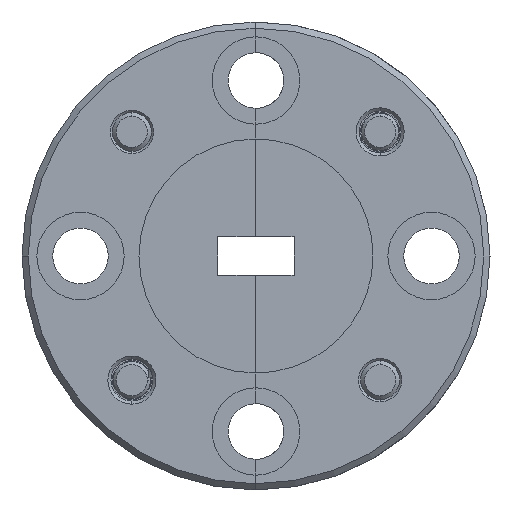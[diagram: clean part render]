
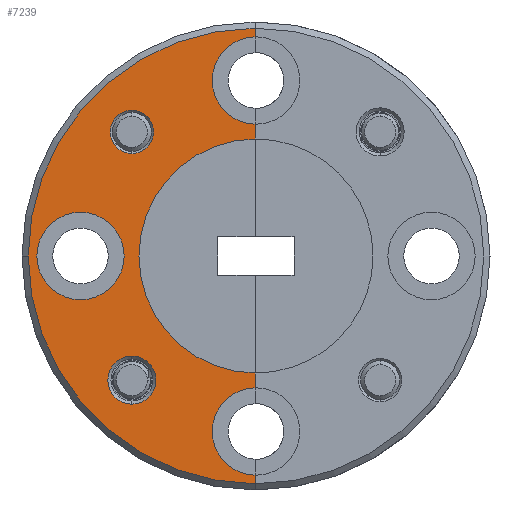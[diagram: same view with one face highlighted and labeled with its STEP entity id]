
A CAD part, left-side view. The second image highlights one B-rep face of the part: STEP entity #7239.
In plain terms, the highlighted planar face has unit normal (-1, 0, 0).
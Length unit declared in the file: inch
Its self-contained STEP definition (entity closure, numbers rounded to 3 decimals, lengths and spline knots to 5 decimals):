
#105 = ORIENTED_EDGE ( 'NONE', *, *, #20603, .T. ) ;
#236 = VECTOR ( 'NONE', #18860, 39.37008 ) ;
#393 = EDGE_CURVE ( 'NONE', #26095, #12922, #24910, .T. ) ;
#612 = VERTEX_POINT ( 'NONE', #1646 ) ;
#879 = CARTESIAN_POINT ( 'NONE',  ( -0.6199, 0.19737, 0.19887 ) ) ;
#1020 = FACE_OUTER_BOUND ( 'NONE', #13236, .T. ) ;
#1156 = VERTEX_POINT ( 'NONE', #13600 ) ;
#1191 = DIRECTION ( 'NONE',  ( 0., 1., 0. ) ) ;
#1251 = CARTESIAN_POINT ( 'NONE',  ( -0.6199, 0.19737, 0.16412 ) ) ;
#1646 = CARTESIAN_POINT ( 'NONE',  ( -0.6199, 0.27975, 0.07 ) ) ;
#2288 = CARTESIAN_POINT ( 'NONE',  ( -0.6199, 0., 0. ) ) ;
#2388 = EDGE_LOOP ( 'NONE', ( #23011, #14849 ) ) ;
#2412 = CARTESIAN_POINT ( 'NONE',  ( -0.6199, 0.3635, 0. ) ) ;
#3011 = CARTESIAN_POINT ( 'NONE',  ( -0.6199, 0.27975, 0. ) ) ;
#3047 = DIRECTION ( 'NONE',  ( 0., 0., 1. ) ) ;
#3511 = DIRECTION ( 'NONE',  ( 1., 0., 0. ) ) ;
#3650 = CIRCLE ( 'NONE', #26160, 0.07 ) ;
#3966 = CIRCLE ( 'NONE', #19528, 0.365 ) ;
#4033 = CARTESIAN_POINT ( 'NONE',  ( -0.6199, 0.19737, -0.19887 ) ) ;
#4429 = DIRECTION ( 'NONE',  ( 0., 0., 1. ) ) ;
#4611 = FACE_BOUND ( 'NONE', #8578, .T. ) ;
#5285 = DIRECTION ( 'NONE',  ( 0., 0., 1. ) ) ;
#5821 = ORIENTED_EDGE ( 'NONE', *, *, #12375, .T. ) ;
#5928 = DIRECTION ( 'NONE',  ( 1., 0., 0. ) ) ;
#5963 = AXIS2_PLACEMENT_3D ( 'NONE', #879, #11240, #13687 ) ;
#6288 = VERTEX_POINT ( 'NONE', #6826 ) ;
#6480 = EDGE_CURVE ( 'NONE', #612, #8063, #12167, .T. ) ;
#6587 = VERTEX_POINT ( 'NONE', #18313 ) ;
#6748 = CARTESIAN_POINT ( 'NONE',  ( -0.6199, -0.0015, 0. ) ) ;
#6826 = CARTESIAN_POINT ( 'NONE',  ( -0.6199, 0., -0.35123 ) ) ;
#6973 = LINE ( 'NONE', #23482, #15096 ) ;
#7106 = EDGE_LOOP ( 'NONE', ( #18819, #15822 ) ) ;
#7239 = ADVANCED_FACE ( 'NONE', ( #26386, #20205, #4611, #1020 ), #23389, .T. ) ;
#7393 = EDGE_CURVE ( 'NONE', #14190, #11518, #21151, .T. ) ;
#7421 = CARTESIAN_POINT ( 'NONE',  ( -0.6199, 0., -0.365 ) ) ;
#7711 = EDGE_CURVE ( 'NONE', #12141, #11627, #20816, .T. ) ;
#7837 = DIRECTION ( 'NONE',  ( 0., 0., 1. ) ) ;
#8063 = VERTEX_POINT ( 'NONE', #23204 ) ;
#8178 = VECTOR ( 'NONE', #19875, 39.37008 ) ;
#8578 = EDGE_LOOP ( 'NONE', ( #21532, #5821 ) ) ;
#8958 = CARTESIAN_POINT ( 'NONE',  ( -0.6199, 0.19737, -0.23737 ) ) ;
#9662 = AXIS2_PLACEMENT_3D ( 'NONE', #6748, #21572, #21486 ) ;
#9930 = ORIENTED_EDGE ( 'NONE', *, *, #26600, .T. ) ;
#10453 = CARTESIAN_POINT ( 'NONE',  ( -0.6199, 0.19737, 0.23362 ) ) ;
#10646 = AXIS2_PLACEMENT_3D ( 'NONE', #13297, #19533, #21434 ) ;
#10867 = CARTESIAN_POINT ( 'NONE',  ( -0.6199, 0., -0.18749 ) ) ;
#11240 = DIRECTION ( 'NONE',  ( 1., 0., 0. ) ) ;
#11308 = DIRECTION ( 'NONE',  ( 1., 0., 0. ) ) ;
#11406 = CIRCLE ( 'NONE', #21935, 0.07 ) ;
#11518 = VERTEX_POINT ( 'NONE', #19064 ) ;
#11627 = VERTEX_POINT ( 'NONE', #10867 ) ;
#11684 = VERTEX_POINT ( 'NONE', #7421 ) ;
#11919 = AXIS2_PLACEMENT_3D ( 'NONE', #17189, #17265, #19009 ) ;
#12141 = VERTEX_POINT ( 'NONE', #15262 ) ;
#12167 = CIRCLE ( 'NONE', #23197, 0.07 ) ;
#12200 = CARTESIAN_POINT ( 'NONE',  ( -0.6199, -0.0015, -0.28125 ) ) ;
#12265 = DIRECTION ( 'NONE',  ( 1., 0., 0. ) ) ;
#12375 = EDGE_CURVE ( 'NONE', #8063, #612, #3650, .T. ) ;
#12922 = VERTEX_POINT ( 'NONE', #21342 ) ;
#13230 = LINE ( 'NONE', #2288, #236 ) ;
#13236 = EDGE_LOOP ( 'NONE', ( #22655, #105, #23511, #26862, #25292, #17605, #9930, #25404, #20439 ) ) ;
#13297 = CARTESIAN_POINT ( 'NONE',  ( -0.6199, 0.19737, 0.19887 ) ) ;
#13373 = EDGE_CURVE ( 'NONE', #25133, #11518, #23706, .T. ) ;
#13551 = VERTEX_POINT ( 'NONE', #10453 ) ;
#13600 = CARTESIAN_POINT ( 'NONE',  ( -0.6199, 0., 0.21127 ) ) ;
#13687 = DIRECTION ( 'NONE',  ( 0., 0., 1. ) ) ;
#14190 = VERTEX_POINT ( 'NONE', #2412 ) ;
#14354 = AXIS2_PLACEMENT_3D ( 'NONE', #23737, #11308, #23918 ) ;
#14849 = ORIENTED_EDGE ( 'NONE', *, *, #20116, .T. ) ;
#15017 = LINE ( 'NONE', #25529, #24780 ) ;
#15096 = VECTOR ( 'NONE', #4429, 39.37008 ) ;
#15262 = CARTESIAN_POINT ( 'NONE',  ( -0.6199, 0., 0.18749 ) ) ;
#15519 = DIRECTION ( 'NONE',  ( 1., 0., 0. ) ) ;
#15533 = CIRCLE ( 'NONE', #5963, 0.03475 ) ;
#15542 = CARTESIAN_POINT ( 'NONE',  ( -0.6199, 0., 0. ) ) ;
#15546 = DIRECTION ( 'NONE',  ( 1., 0., 0. ) ) ;
#15822 = ORIENTED_EDGE ( 'NONE', *, *, #393, .T. ) ;
#16017 = EDGE_CURVE ( 'NONE', #12141, #1156, #13230, .T. ) ;
#16359 = DIRECTION ( 'NONE',  ( 1., 0., 0. ) ) ;
#16550 = DIRECTION ( 'NONE',  ( 0., 0., 1. ) ) ;
#16975 = DIRECTION ( 'NONE',  ( 0., 0., 1. ) ) ;
#17069 = AXIS2_PLACEMENT_3D ( 'NONE', #4033, #16359, #16550 ) ;
#17098 = EDGE_CURVE ( 'NONE', #13551, #22130, #17391, .T. ) ;
#17189 = CARTESIAN_POINT ( 'NONE',  ( -0.6199, -0.0015, 0. ) ) ;
#17265 = DIRECTION ( 'NONE',  ( -1., 0., 0. ) ) ;
#17351 = CARTESIAN_POINT ( 'NONE',  ( -0.6199, -0.0015, 0.28125 ) ) ;
#17391 = CIRCLE ( 'NONE', #10646, 0.03475 ) ;
#17605 = ORIENTED_EDGE ( 'NONE', *, *, #26027, .T. ) ;
#17988 = CARTESIAN_POINT ( 'NONE',  ( -0.6199, 0.19737, -0.19887 ) ) ;
#18313 = CARTESIAN_POINT ( 'NONE',  ( -0.6199, 0., -0.21127 ) ) ;
#18666 = CARTESIAN_POINT ( 'NONE',  ( -0.6199, 0.27975, 0. ) ) ;
#18819 = ORIENTED_EDGE ( 'NONE', *, *, #20673, .T. ) ;
#18860 = DIRECTION ( 'NONE',  ( 0., 0., 1. ) ) ;
#19009 = DIRECTION ( 'NONE',  ( 0., 0., 1. ) ) ;
#19064 = CARTESIAN_POINT ( 'NONE',  ( -0.6199, 0., 0.365 ) ) ;
#19392 = CARTESIAN_POINT ( 'NONE',  ( -0.6199, 0., 0.35123 ) ) ;
#19528 = AXIS2_PLACEMENT_3D ( 'NONE', #19965, #15546, #1191 ) ;
#19533 = DIRECTION ( 'NONE',  ( 1., 0., 0. ) ) ;
#19875 = DIRECTION ( 'NONE',  ( 0., 0., 1. ) ) ;
#19965 = CARTESIAN_POINT ( 'NONE',  ( -0.6199, -0.0015, 0. ) ) ;
#20116 = EDGE_CURVE ( 'NONE', #22130, #13551, #15533, .T. ) ;
#20205 = FACE_BOUND ( 'NONE', #7106, .T. ) ;
#20375 = AXIS2_PLACEMENT_3D ( 'NONE', #17351, #21609, #3047 ) ;
#20439 = ORIENTED_EDGE ( 'NONE', *, *, #7711, .F. ) ;
#20469 = DIRECTION ( 'NONE',  ( 0., 0., 1. ) ) ;
#20603 = EDGE_CURVE ( 'NONE', #1156, #25133, #21653, .T. ) ;
#20673 = EDGE_CURVE ( 'NONE', #12922, #26095, #22997, .T. ) ;
#20816 = CIRCLE ( 'NONE', #9662, 0.1875 ) ;
#21151 = CIRCLE ( 'NONE', #14354, 0.365 ) ;
#21342 = CARTESIAN_POINT ( 'NONE',  ( -0.6199, 0.19737, -0.16037 ) ) ;
#21434 = DIRECTION ( 'NONE',  ( 0., 0., 1. ) ) ;
#21486 = DIRECTION ( 'NONE',  ( 0., 0., 1. ) ) ;
#21532 = ORIENTED_EDGE ( 'NONE', *, *, #6480, .T. ) ;
#21572 = DIRECTION ( 'NONE',  ( -1., 0., 0. ) ) ;
#21609 = DIRECTION ( 'NONE',  ( 1., 0., 0. ) ) ;
#21653 = CIRCLE ( 'NONE', #20375, 0.07 ) ;
#21935 = AXIS2_PLACEMENT_3D ( 'NONE', #12200, #5928, #22622 ) ;
#22130 = VERTEX_POINT ( 'NONE', #1251 ) ;
#22622 = DIRECTION ( 'NONE',  ( 0., 0., 1. ) ) ;
#22655 = ORIENTED_EDGE ( 'NONE', *, *, #16017, .T. ) ;
#22997 = CIRCLE ( 'NONE', #24060, 0.0385 ) ;
#23011 = ORIENTED_EDGE ( 'NONE', *, *, #17098, .T. ) ;
#23197 = AXIS2_PLACEMENT_3D ( 'NONE', #3011, #15519, #7837 ) ;
#23204 = CARTESIAN_POINT ( 'NONE',  ( -0.6199, 0.27975, -0.07 ) ) ;
#23389 = PLANE ( 'NONE',  #11919 ) ;
#23482 = CARTESIAN_POINT ( 'NONE',  ( -0.6199, 0., 0. ) ) ;
#23511 = ORIENTED_EDGE ( 'NONE', *, *, #13373, .T. ) ;
#23706 = LINE ( 'NONE', #15542, #8178 ) ;
#23737 = CARTESIAN_POINT ( 'NONE',  ( -0.6199, -0.0015, 0. ) ) ;
#23918 = DIRECTION ( 'NONE',  ( 0., 1., 0. ) ) ;
#24038 = EDGE_CURVE ( 'NONE', #6587, #11627, #6973, .T. ) ;
#24060 = AXIS2_PLACEMENT_3D ( 'NONE', #17988, #3511, #5285 ) ;
#24780 = VECTOR ( 'NONE', #16975, 39.37008 ) ;
#24910 = CIRCLE ( 'NONE', #17069, 0.0385 ) ;
#25133 = VERTEX_POINT ( 'NONE', #19392 ) ;
#25292 = ORIENTED_EDGE ( 'NONE', *, *, #26517, .F. ) ;
#25404 = ORIENTED_EDGE ( 'NONE', *, *, #24038, .T. ) ;
#25529 = CARTESIAN_POINT ( 'NONE',  ( -0.6199, 0., 0. ) ) ;
#26027 = EDGE_CURVE ( 'NONE', #11684, #6288, #15017, .T. ) ;
#26095 = VERTEX_POINT ( 'NONE', #8958 ) ;
#26160 = AXIS2_PLACEMENT_3D ( 'NONE', #18666, #12265, #20469 ) ;
#26386 = FACE_BOUND ( 'NONE', #2388, .T. ) ;
#26517 = EDGE_CURVE ( 'NONE', #11684, #14190, #3966, .T. ) ;
#26600 = EDGE_CURVE ( 'NONE', #6288, #6587, #11406, .T. ) ;
#26862 = ORIENTED_EDGE ( 'NONE', *, *, #7393, .F. ) ;
